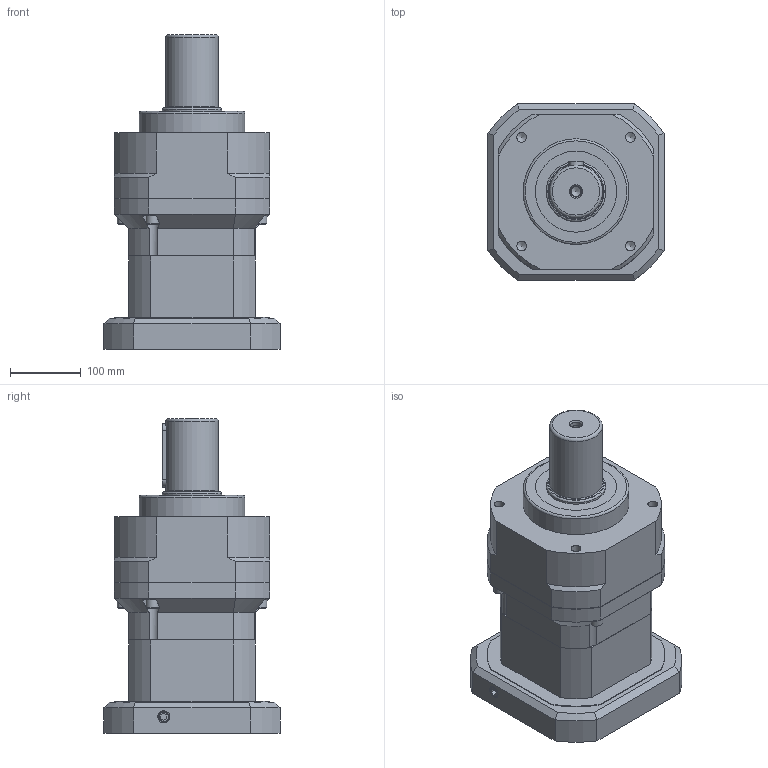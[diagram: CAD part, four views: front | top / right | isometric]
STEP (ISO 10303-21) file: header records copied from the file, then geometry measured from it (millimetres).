
FILE_DESCRIPTION((''),'2;1');
FILE_NAME('KSE-220-2.stp','2012-02-15T11:04:32',('young'),(''),'Autodesk Inventor 2012','Autodesk Inventor 2012','');
FILE_SCHEMA(('AUTOMOTIVE_DESIGN { 1 0 10303 214 1 1 1 1 }'));
Length unit declared in the file: millimetre
Products named in the file (1): KSE-220-2
Bounding box: 250 x 250 x 446.5 mm (x, y, z)
Volume: 10371146 mm3; surface area: 835641.6 mm2
Topology: 21 solids, 21 shells, 713 faces, 1713 edges, 1084 vertices
Faces by surface type: plane 343, cylinder 220, cone 93, bspline 37, torus 20
Full cylindrical faces by diameter (mm): 4.5 x4, 8 x4, 8.5 x4, 8.6 x1, 10 x5, 10.2 x16, 11 x1, 12 x4, 13 x8, 14 x5, 14.275 x2, 14.5 x2, 16 x6, 18 x4, 51 x1, 54.9 x1, 58.2 x1, 59.8 x1, 60 x1, 75 x1, 80 x2, 84.8 x1, 85 x1, 90 x1, 115 x2, 150 x1, 155 x1, 165 x2
Entity records: 21668 total; most frequent: CARTESIAN_POINT 5767, DIRECTION 3338, ORIENTED_EDGE 3006, EDGE_CURVE 1503, AXIS2_PLACEMENT_3D 1287, VERTEX_POINT 1043, EDGE_LOOP 964, VECTOR 764
